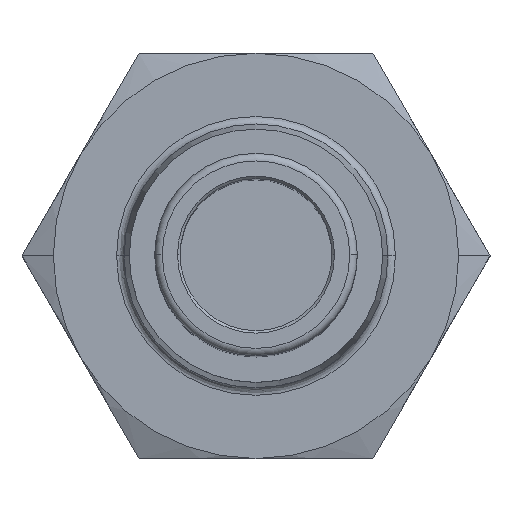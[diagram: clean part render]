
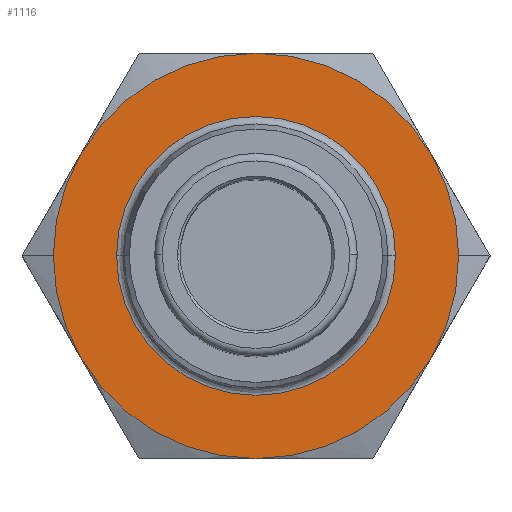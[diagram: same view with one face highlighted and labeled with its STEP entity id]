
A CAD part, top view. The second image highlights one B-rep face of the part: STEP entity #1116.
In plain terms, the highlighted planar face has unit normal (0, 0, 1).
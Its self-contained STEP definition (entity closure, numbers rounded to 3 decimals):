
#345=CARTESIAN_POINT('',(-8.,0.,-13.4));
#346=VERTEX_POINT('',#345);
#355=CARTESIAN_POINT('',(-6.928,4.,-13.4));
#356=VERTEX_POINT('',#355);
#357=CARTESIAN_POINT('',(0.,0.,-13.4));
#358=DIRECTION('',(0.0,0.0,1.0));
#359=DIRECTION('',(1.0,0.0,0.0));
#360=AXIS2_PLACEMENT_3D('',#357,#358,#359);
#361=CIRCLE('',#360,8.0);
#362=EDGE_CURVE('',#356,#346,#361,.T.);
#387=CARTESIAN_POINT('',(8.,0.,-13.4));
#388=VERTEX_POINT('',#387);
#395=CARTESIAN_POINT('',(6.928,4.,-13.4));
#396=VERTEX_POINT('',#395);
#410=CARTESIAN_POINT('',(0.,0.,-13.4));
#411=DIRECTION('',(0.0,0.0,1.0));
#412=DIRECTION('',(1.0,0.0,0.0));
#413=AXIS2_PLACEMENT_3D('',#410,#411,#412);
#414=CIRCLE('',#413,8.0);
#415=EDGE_CURVE('',#388,#396,#414,.T.);
#918=CARTESIAN_POINT('',(5.504,0.,-13.4));
#919=VERTEX_POINT('',#918);
#928=CARTESIAN_POINT('',(-5.504,0.,-13.4));
#929=VERTEX_POINT('',#928);
#937=CARTESIAN_POINT('',(0.,0.,-13.4));
#938=DIRECTION('',(0.0,0.0,1.0));
#939=DIRECTION('',(-1.0,0.0,0.0));
#940=AXIS2_PLACEMENT_3D('',#937,#938,#939);
#941=CIRCLE('',#940,5.504);
#942=EDGE_CURVE('',#929,#919,#941,.T.);
#1017=CARTESIAN_POINT('',(0.,0.,-13.4));
#1018=DIRECTION('',(0.0,0.0,1.0));
#1019=DIRECTION('',(-1.0,0.0,0.0));
#1020=AXIS2_PLACEMENT_3D('',#1017,#1018,#1019);
#1021=CIRCLE('',#1020,5.504);
#1022=EDGE_CURVE('',#919,#929,#1021,.T.);
#1053=CARTESIAN_POINT('',(0.,0.,-13.4));
#1054=DIRECTION('',(0.0,0.0,-1.0));
#1055=DIRECTION('',(-1.0,0.0,0.0));
#1056=AXIS2_PLACEMENT_3D('',#1053,#1054,#1055);
#1057=PLANE('',#1056);
#1058=ORIENTED_EDGE('',*,*,#362,.T.);
#1059=CARTESIAN_POINT('',(-6.928,-4.,-13.4));
#1060=VERTEX_POINT('',#1059);
#1061=CARTESIAN_POINT('',(0.,0.,-13.4));
#1062=DIRECTION('',(0.0,0.0,1.0));
#1063=DIRECTION('',(1.0,0.0,0.0));
#1064=AXIS2_PLACEMENT_3D('',#1061,#1062,#1063);
#1065=CIRCLE('',#1064,8.0);
#1066=EDGE_CURVE('',#346,#1060,#1065,.T.);
#1067=ORIENTED_EDGE('',*,*,#1066,.T.);
#1068=CARTESIAN_POINT('',(0.,-8.,-13.4));
#1069=VERTEX_POINT('',#1068);
#1070=CARTESIAN_POINT('',(0.,0.,-13.4));
#1071=DIRECTION('',(0.0,0.0,1.0));
#1072=DIRECTION('',(1.0,0.0,0.0));
#1073=AXIS2_PLACEMENT_3D('',#1070,#1071,#1072);
#1074=CIRCLE('',#1073,8.0);
#1075=EDGE_CURVE('',#1060,#1069,#1074,.T.);
#1076=ORIENTED_EDGE('',*,*,#1075,.T.);
#1077=CARTESIAN_POINT('',(6.928,-4.,-13.4));
#1078=VERTEX_POINT('',#1077);
#1079=CARTESIAN_POINT('',(0.,0.,-13.4));
#1080=DIRECTION('',(0.0,0.0,1.0));
#1081=DIRECTION('',(1.0,0.0,0.0));
#1082=AXIS2_PLACEMENT_3D('',#1079,#1080,#1081);
#1083=CIRCLE('',#1082,8.0);
#1084=EDGE_CURVE('',#1069,#1078,#1083,.T.);
#1085=ORIENTED_EDGE('',*,*,#1084,.T.);
#1086=CARTESIAN_POINT('',(0.,0.,-13.4));
#1087=DIRECTION('',(0.0,0.0,1.0));
#1088=DIRECTION('',(1.0,0.0,0.0));
#1089=AXIS2_PLACEMENT_3D('',#1086,#1087,#1088);
#1090=CIRCLE('',#1089,8.0);
#1091=EDGE_CURVE('',#1078,#388,#1090,.T.);
#1092=ORIENTED_EDGE('',*,*,#1091,.T.);
#1093=ORIENTED_EDGE('',*,*,#415,.T.);
#1094=CARTESIAN_POINT('',(0.,8.,-13.4));
#1095=VERTEX_POINT('',#1094);
#1096=CARTESIAN_POINT('',(0.,0.,-13.4));
#1097=DIRECTION('',(0.0,0.0,1.0));
#1098=DIRECTION('',(1.0,0.0,0.0));
#1099=AXIS2_PLACEMENT_3D('',#1096,#1097,#1098);
#1100=CIRCLE('',#1099,8.0);
#1101=EDGE_CURVE('',#396,#1095,#1100,.T.);
#1102=ORIENTED_EDGE('',*,*,#1101,.T.);
#1103=CARTESIAN_POINT('',(0.,0.,-13.4));
#1104=DIRECTION('',(0.0,0.0,1.0));
#1105=DIRECTION('',(1.0,0.0,0.0));
#1106=AXIS2_PLACEMENT_3D('',#1103,#1104,#1105);
#1107=CIRCLE('',#1106,8.0);
#1108=EDGE_CURVE('',#1095,#356,#1107,.T.);
#1109=ORIENTED_EDGE('',*,*,#1108,.T.);
#1110=EDGE_LOOP('',(#1058,#1067,#1076,#1085,#1092,#1093,#1102,#1109));
#1111=FACE_OUTER_BOUND('',#1110,.T.);
#1112=ORIENTED_EDGE('',*,*,#1022,.F.);
#1113=ORIENTED_EDGE('',*,*,#942,.F.);
#1114=EDGE_LOOP('',(#1112,#1113));
#1115=FACE_BOUND('',#1114,.T.);
#1116=ADVANCED_FACE('',(#1111,#1115),#1057,.F.);
